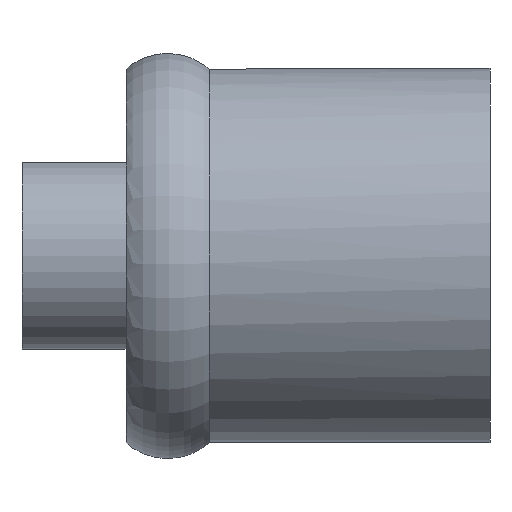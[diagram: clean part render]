
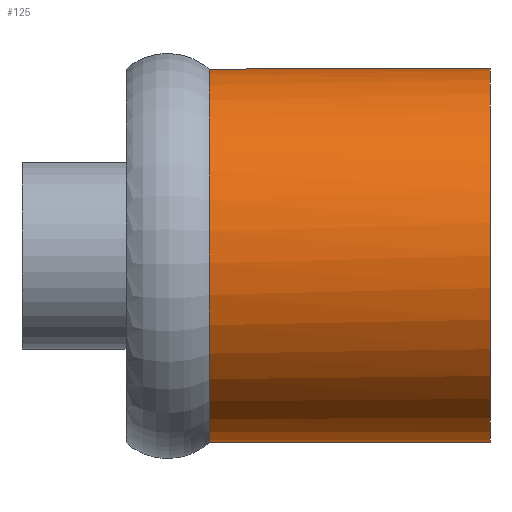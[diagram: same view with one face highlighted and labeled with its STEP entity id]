
A CAD part, left-side view. The second image highlights one B-rep face of the part: STEP entity #125.
In plain terms, the highlighted cylindrical face has radius 18 mm (diameter 36 mm), a full revolution.
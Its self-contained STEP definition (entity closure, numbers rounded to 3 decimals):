
#115=FACE_BOUND('',#169,.T.);
#116=FACE_BOUND('',#170,.T.);
#125=ADVANCED_FACE('',(#115,#116),#142,.T.);
#142=CYLINDRICAL_SURFACE('',#453,18.);
#169=EDGE_LOOP('',(#277,#278,#279,#280));
#170=EDGE_LOOP('',(#281));
#191=ELLIPSE('',#450,18.001,18.);
#204=LINE('',#1853,#230);
#230=VECTOR('',#507,1.);
#245=CIRCLE('',#445,18.);
#248=CIRCLE('',#451,18.);
#249=CIRCLE('',#452,18.);
#277=ORIENTED_EDGE('',*,*,#403,.T.);
#278=ORIENTED_EDGE('',*,*,#404,.T.);
#279=ORIENTED_EDGE('',*,*,#392,.T.);
#280=ORIENTED_EDGE('',*,*,#405,.T.);
#281=ORIENTED_EDGE('',*,*,#406,.F.);
#358=VERTEX_POINT('',#1814);
#359=VERTEX_POINT('',#1818);
#360=VERTEX_POINT('',#1819);
#369=VERTEX_POINT('',#1851);
#370=VERTEX_POINT('',#1855);
#392=EDGE_CURVE('',#359,#360,#245,.T.);
#403=EDGE_CURVE('',#369,#358,#191,.T.);
#404=EDGE_CURVE('',#358,#359,#248,.T.);
#405=EDGE_CURVE('',#360,#369,#204,.T.);
#406=EDGE_CURVE('',#370,#370,#249,.T.);
#445=AXIS2_PLACEMENT_3D('',#1817,#487,#488);
#450=AXIS2_PLACEMENT_3D('',#1850,#503,#504);
#451=AXIS2_PLACEMENT_3D('',#1852,#505,#506);
#452=AXIS2_PLACEMENT_3D('',#1854,#508,#509);
#453=AXIS2_PLACEMENT_3D('',#1856,#510,#511);
#487=DIRECTION('',(0.,-1.,0.));
#488=DIRECTION('',(0.,0.,-1.));
#503=DIRECTION('',(0.009,-1.,0.));
#504=DIRECTION('',(-1.,-0.009,0.));
#505=DIRECTION('',(0.,-1.,0.));
#506=DIRECTION('',(0.,0.,-1.));
#507=DIRECTION('',(0.,-1.,0.));
#508=DIRECTION('',(0.,-1.,0.));
#509=DIRECTION('',(0.,0.,-1.));
#510=DIRECTION('',(0.,-1.,0.));
#511=DIRECTION('',(0.,0.,-1.));
#1814=CARTESIAN_POINT('',(183.,97.5,0.));
#1817=CARTESIAN_POINT('',(165.,97.5,0.));
#1818=CARTESIAN_POINT('',(177.525,97.5,12.928));
#1819=CARTESIAN_POINT('',(177.525,97.5,-12.928));
#1850=CARTESIAN_POINT('',(165.,97.344,0.));
#1851=CARTESIAN_POINT('',(177.525,97.453,-12.928));
#1852=CARTESIAN_POINT('',(165.,97.5,0.));
#1853=CARTESIAN_POINT('',(177.525,97.5,-12.928));
#1854=CARTESIAN_POINT('',(165.,70.5,0.));
#1855=CARTESIAN_POINT('',(165.,70.5,-18.));
#1856=CARTESIAN_POINT('',(165.,57.5,0.));
